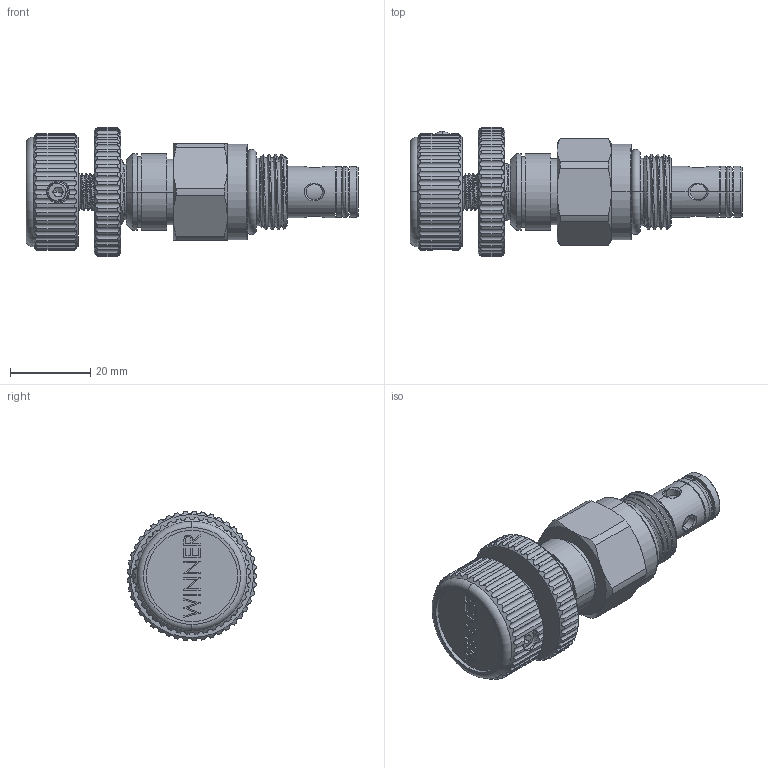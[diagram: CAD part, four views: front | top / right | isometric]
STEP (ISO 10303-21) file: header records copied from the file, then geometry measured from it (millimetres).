
FILE_DESCRIPTION (( 'STEP AP203' ), '1' );
FILE_NAME ('RD08W20-K-A.STEP', '2020-03-23T07:38:42', ( '' ), ( '' ), 'SwSTEP 2.0', 'SolidWorks 2018', '' );
FILE_SCHEMA (( 'CONFIG_CONTROL_DESIGN' ));
Products named in the file (1): RD08W20-K-A
Bounding box: 82.54 x 32.18 x 32.2 mm (x, y, z)
Volume: 29282.1 mm3; surface area: 13903.6 mm2
Topology: 8 solids, 9 shells, 831 faces, 2307 edges, 1475 vertices
Faces by surface type: cylinder 398, plane 205, cone 94, torus 74, bspline 58, sphere 2
Entity records: 59703 total; most frequent: CARTESIAN_POINT 40042, ORIENTED_EDGE 4560, DIRECTION 3584, EDGE_CURVE 2280, VERTEX_POINT 1472, AXIS2_PLACEMENT_3D 1389, EDGE_LOOP 874, FACE_OUTER_BOUND 831
